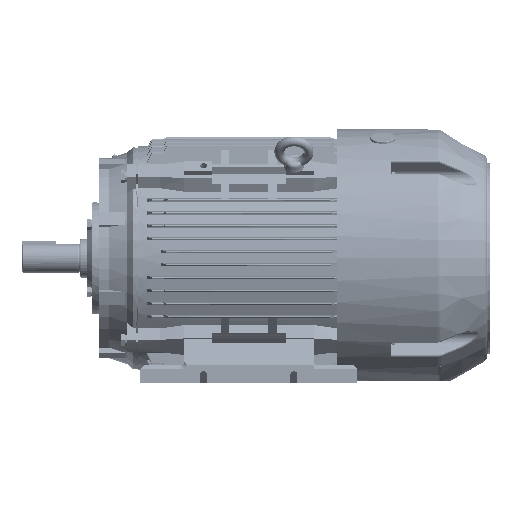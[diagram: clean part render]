
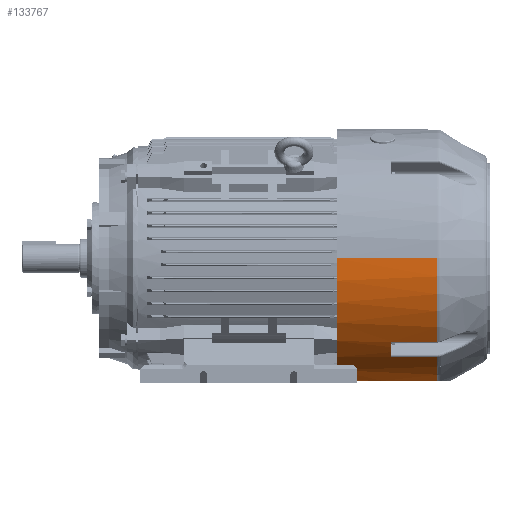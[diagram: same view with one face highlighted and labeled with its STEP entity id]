
A CAD part, front view. The second image highlights one B-rep face of the part: STEP entity #133767.
In plain terms, the highlighted cylindrical face has radius 184.5 mm (diameter 369 mm), a partial arc.
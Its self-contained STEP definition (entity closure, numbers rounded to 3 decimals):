
#17085 = VERTEX_POINT ( 'NONE', #138057 ) ;
#17172 = EDGE_CURVE ( 'NONE', #17182, #17085, #138154, .T. ) ;
#17182 = VERTEX_POINT ( 'NONE', #138280 ) ;
#50618 = CARTESIAN_POINT ( 'NONE',  ( 0., 0., 184.5 ) ) ;
#50619 = LINE ( 'NONE', #50618, #50693 ) ;
#50686 = CARTESIAN_POINT ( 'NONE',  ( 0., 0., 0. ) ) ;
#50690 = AXIS2_PLACEMENT_3D ( 'NONE', #50686, #51164, #51227 ) ;
#50692 = DIRECTION ( 'NONE',  ( -1., 0., 0. ) ) ;
#50693 = VECTOR ( 'NONE', #50692, 1000. ) ;
#50695 = CARTESIAN_POINT ( 'NONE',  ( 143.905, 0., 184.5 ) ) ;
#50700 = CARTESIAN_POINT ( 'NONE',  ( 0., 0., 184.5 ) ) ;
#51164 = DIRECTION ( 'NONE',  ( -1., 0., 0. ) ) ;
#51165 = CYLINDRICAL_SURFACE ( 'NONE', #50690, 184.5 ) ;
#51168 = FACE_OUTER_BOUND ( 'NONE', #133802, .T. ) ;
#51176 = CARTESIAN_POINT ( 'NONE',  ( 5., -175., 58.44 ) ) ;
#51177 = CARTESIAN_POINT ( 'NONE',  ( 4.659, -175., 58.44 ) ) ;
#51178 = CARTESIAN_POINT ( 'NONE',  ( 4.319, -174.988, 58.475 ) ) ;
#51179 = CARTESIAN_POINT ( 'NONE',  ( 3.658, -174.943, 58.612 ) ) ;
#51180 = CARTESIAN_POINT ( 'NONE',  ( 3.339, -174.909, 58.712 ) ) ;
#51181 = CARTESIAN_POINT ( 'NONE',  ( 2.727, -174.821, 58.974 ) ) ;
#51182 = CARTESIAN_POINT ( 'NONE',  ( 2.43, -174.765, 59.139 ) ) ;
#51183 = CARTESIAN_POINT ( 'NONE',  ( 1.887, -174.638, 59.514 ) ) ;
#51184 = CARTESIAN_POINT ( 'NONE',  ( 1.637, -174.566, 59.725 ) ) ;
#51185 = CARTESIAN_POINT ( 'NONE',  ( 1.295, -174.444, 60.078 ) ) ;
#51186 = CARTESIAN_POINT ( 'NONE',  ( 1.186, -174.402, 60.203 ) ) ;
#51187 = CARTESIAN_POINT ( 'NONE',  ( 0.983, -174.313, 60.458 ) ) ;
#51188 = CARTESIAN_POINT ( 'NONE',  ( 0.889, -174.268, 60.59 ) ) ;
#51189 = CARTESIAN_POINT ( 'NONE',  ( 0.627, -174.126, 60.995 ) ) ;
#51190 = CARTESIAN_POINT ( 'NONE',  ( 0.48, -174.026, 61.279 ) ) ;
#51191 = CARTESIAN_POINT ( 'NONE',  ( 0.24, -173.815, 61.877 ) ) ;
#51192 = CARTESIAN_POINT ( 'NONE',  ( 0.15, -173.705, 62.185 ) ) ;
#51193 = CARTESIAN_POINT ( 'NONE',  ( 0.03, -173.481, 62.806 ) ) ;
#51194 = CARTESIAN_POINT ( 'NONE',  ( 0., -173.367, 63.121 ) ) ;
#51195 = CARTESIAN_POINT ( 'NONE',  ( 0., -173.25, 63.44 ) ) ;
#51200 = CARTESIAN_POINT ( 'NONE',  ( 5., -175., 58.44 ) ) ;
#51201 = B_SPLINE_CURVE_WITH_KNOTS ( 'NONE', 3,
 ( #51195, #51194, #51193, #51192, #51191, #51190, #51189, #51188, #51187, #51186, #51185, #51184, #51183, #51182, #51181, #51180, #51179, #51178, #51177, #51176 ),
 .UNSPECIFIED., .F., .F.,
 ( 4, 2, 2, 2, 2, 2, 2, 2, 2, 4 ),
 ( 0., 0.001, 0.002, 0.003, 0.004, 0.004, 0.005, 0.006, 0.007, 0.008 ),
 .UNSPECIFIED. ) ;
#51227 = DIRECTION ( 'NONE',  ( 0., 0., 1. ) ) ;
#51248 = CARTESIAN_POINT ( 'NONE',  ( 143.905, -119.233, 140.797 ) ) ;
#51249 = DIRECTION ( 'NONE',  ( 0., 0., 1. ) ) ;
#51250 = DIRECTION ( 'NONE',  ( -1., 0., 0. ) ) ;
#51251 = AXIS2_PLACEMENT_3D ( 'NONE', #51256, #51250, #51249 ) ;
#51252 = CIRCLE ( 'NONE', #51251, 184.5 ) ;
#51256 = CARTESIAN_POINT ( 'NONE',  ( 143.905, 0., 0. ) ) ;
#51267 = DIRECTION ( 'NONE',  ( 0., 0., 1. ) ) ;
#51268 = DIRECTION ( 'NONE',  ( -1., 0., 0. ) ) ;
#51269 = CARTESIAN_POINT ( 'NONE',  ( 0., 0., 0. ) ) ;
#51278 = CIRCLE ( 'NONE', #51280, 184.5 ) ;
#51280 = AXIS2_PLACEMENT_3D ( 'NONE', #51269, #51268, #51267 ) ;
#51289 = DIRECTION ( 'NONE',  ( -1., 0., 0. ) ) ;
#51290 = VECTOR ( 'NONE', #51289, 1000. ) ;
#51291 = CARTESIAN_POINT ( 'NONE',  ( 219., -175., 58.44 ) ) ;
#51292 = LINE ( 'NONE', #51291, #51290 ) ;
#51297 = DIRECTION ( 'NONE',  ( 0., 0., 1. ) ) ;
#51298 = DIRECTION ( 'NONE',  ( -1., 0., 0. ) ) ;
#51299 = CARTESIAN_POINT ( 'NONE',  ( 78., 0., 0. ) ) ;
#51300 = AXIS2_PLACEMENT_3D ( 'NONE', #51299, #51298, #51297 ) ;
#51301 = CIRCLE ( 'NONE', #51300, 184.5 ) ;
#51317 = CARTESIAN_POINT ( 'NONE',  ( 78., -119.233, 140.797 ) ) ;
#51321 = DIRECTION ( 'NONE',  ( -1., 0., 0. ) ) ;
#51322 = VECTOR ( 'NONE', #51321, 1000. ) ;
#51323 = CARTESIAN_POINT ( 'NONE',  ( 75., -175., 58.44 ) ) ;
#51333 = LINE ( 'NONE', #51323, #51322 ) ;
#51339 = DIRECTION ( 'NONE',  ( 0., 0., 1. ) ) ;
#51340 = DIRECTION ( 'NONE',  ( -1., 0., 0. ) ) ;
#51341 = CARTESIAN_POINT ( 'NONE',  ( 143.905, 0., 0. ) ) ;
#51342 = AXIS2_PLACEMENT_3D ( 'NONE', #51341, #51340, #51339 ) ;
#51343 = CIRCLE ( 'NONE', #51342, 184.5 ) ;
#51349 = CARTESIAN_POINT ( 'NONE',  ( 143.905, -175., 58.44 ) ) ;
#51370 = CARTESIAN_POINT ( 'NONE',  ( 0., -173.25, 63.44 ) ) ;
#51377 = CARTESIAN_POINT ( 'NONE',  ( 65., -175., 58.44 ) ) ;
#51378 = DIRECTION ( 'NONE',  ( 1., 0., 0. ) ) ;
#51379 = VECTOR ( 'NONE', #51378, 1000. ) ;
#51380 = CARTESIAN_POINT ( 'NONE',  ( 0., -119.233, 140.797 ) ) ;
#51381 = LINE ( 'NONE', #51380, #51379 ) ;
#133425 = EDGE_CURVE ( 'NONE', #133451, #133448, #50619, .T. ) ;
#133448 = VERTEX_POINT ( 'NONE', #50700 ) ;
#133451 = VERTEX_POINT ( 'NONE', #50695 ) ;
#133655 = ORIENTED_EDGE ( 'NONE', *, *, #133787, .T. ) ;
#133750 = ORIENTED_EDGE ( 'NONE', *, *, #133752, .T. ) ;
#133752 = EDGE_CURVE ( 'NONE', #133880, #133755, #51201, .T. ) ;
#133755 = VERTEX_POINT ( 'NONE', #51200 ) ;
#133767 = ADVANCED_FACE ( 'NONE', ( #51168 ), #51165, .T. ) ;
#133787 = EDGE_CURVE ( 'NONE', #133788, #133451, #51252, .T. ) ;
#133788 = VERTEX_POINT ( 'NONE', #51248 ) ;
#133802 = EDGE_LOOP ( 'NONE', ( #133655, #133878, #133805, #133750, #133860, #133834, #133856, #133840, #133841, #134009 ) ) ;
#133805 = ORIENTED_EDGE ( 'NONE', *, *, #133806, .F. ) ;
#133806 = EDGE_CURVE ( 'NONE', #133880, #133448, #51278, .T. ) ;
#133813 = VERTEX_POINT ( 'NONE', #51317 ) ;
#133834 = ORIENTED_EDGE ( 'NONE', *, *, #133842, .F. ) ;
#133836 = EDGE_CURVE ( 'NONE', #17085, #133813, #51301, .T. ) ;
#133840 = ORIENTED_EDGE ( 'NONE', *, *, #17172, .T. ) ;
#133841 = ORIENTED_EDGE ( 'NONE', *, *, #133836, .T. ) ;
#133842 = EDGE_CURVE ( 'NONE', #133845, #133866, #51292, .T. ) ;
#133845 = VERTEX_POINT ( 'NONE', #51349 ) ;
#133849 = EDGE_CURVE ( 'NONE', #133845, #17182, #51343, .T. ) ;
#133856 = ORIENTED_EDGE ( 'NONE', *, *, #133849, .T. ) ;
#133860 = ORIENTED_EDGE ( 'NONE', *, *, #133862, .F. ) ;
#133862 = EDGE_CURVE ( 'NONE', #133866, #133755, #51333, .T. ) ;
#133866 = VERTEX_POINT ( 'NONE', #51377 ) ;
#133878 = ORIENTED_EDGE ( 'NONE', *, *, #133425, .T. ) ;
#133880 = VERTEX_POINT ( 'NONE', #51370 ) ;
#133924 = EDGE_CURVE ( 'NONE', #133813, #133788, #51381, .T. ) ;
#134009 = ORIENTED_EDGE ( 'NONE', *, *, #133924, .T. ) ;
#138057 = CARTESIAN_POINT ( 'NONE',  ( 78., -140.797, 119.233 ) ) ;
#138154 = LINE ( 'NONE', #138289, #138288 ) ;
#138280 = CARTESIAN_POINT ( 'NONE',  ( 143.905, -140.797, 119.233 ) ) ;
#138287 = DIRECTION ( 'NONE',  ( -1., 0., 0. ) ) ;
#138288 = VECTOR ( 'NONE', #138287, 1000. ) ;
#138289 = CARTESIAN_POINT ( 'NONE',  ( 0., -140.797, 119.233 ) ) ;
